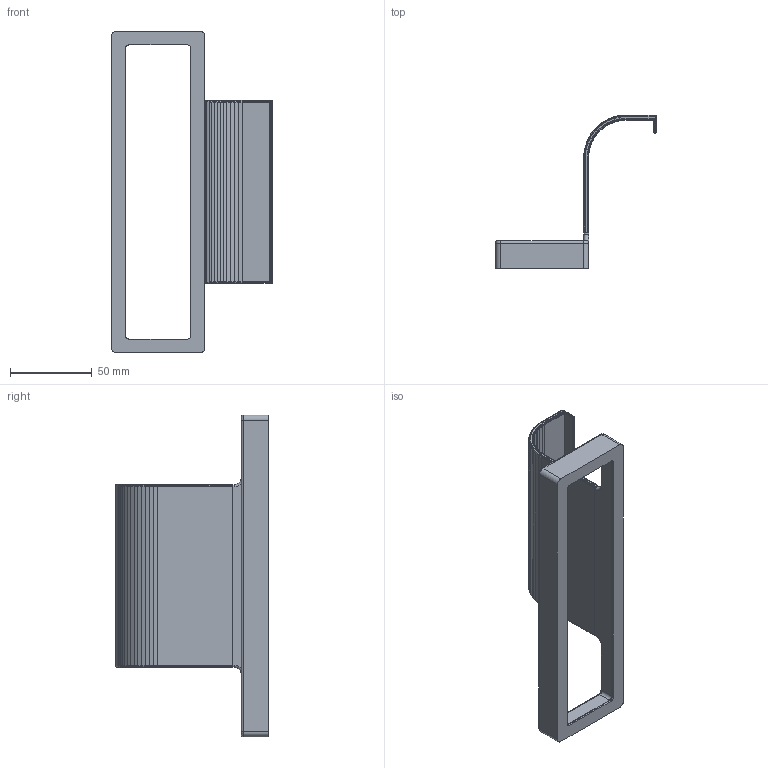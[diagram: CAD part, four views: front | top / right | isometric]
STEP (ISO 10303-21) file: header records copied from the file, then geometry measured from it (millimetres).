
FILE_DESCRIPTION(/* description */ (''),/* implementation_level */ '2;1');
FILE_NAME(/* name */ 'ToolBox with Handle.stp',/* time_stamp */ '2024-11-07T00:23:13+03:00',/* author */ ('Makusimu'),/* organization */ (''),/* preprocessor_version */ 'ST-DEVELOPER v20',/* originating_system */ 'Autodesk Inventor 2025',/* authorisation */ '');
FILE_SCHEMA (('AUTOMOTIVE_DESIGN { 1 0 10303 214 3 1 1 }'));
Length unit declared in the file: millimetre
Products named in the file (3): ToolBox with Handle; Case for ToolBox; Handle
Assembly tree (2 placements, depth 2):
  ToolBox with Handle
    Case for ToolBox
    Handle
Bounding box: 98.5 x 94 x 197 mm (x, y, z)
Volume: 67361.4 mm3; surface area: 50914.8 mm2
Topology: 2 solids, 2 shells, 1372 faces, 2263 edges, 895 vertices
Faces by surface type: plane 1327, cylinder 27, torus 14, bspline 4
Entity records: 28837 total; most frequent: DIRECTION 5091, CARTESIAN_POINT 4567, ORIENTED_EDGE 4526, EDGE_CURVE 2263, LINE 2181, VECTOR 2181, AXIS2_PLACEMENT_3D 1455, EDGE_LOOP 1374
